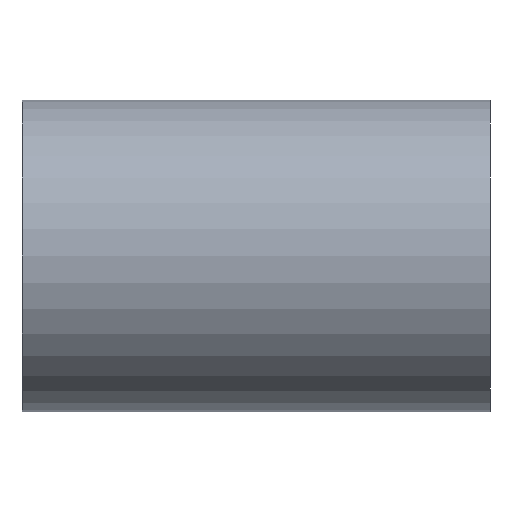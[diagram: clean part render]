
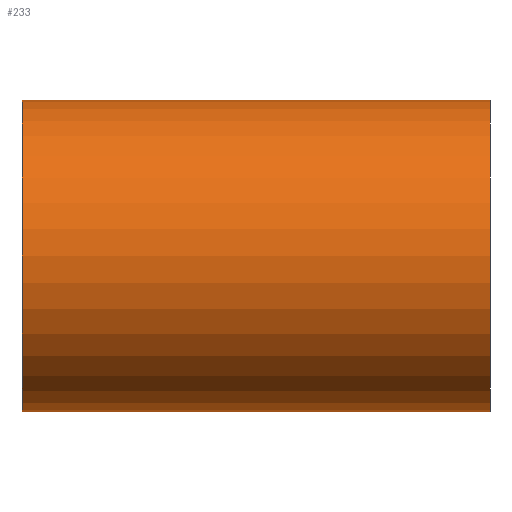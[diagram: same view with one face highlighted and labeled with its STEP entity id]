
A CAD part, front view. The second image highlights one B-rep face of the part: STEP entity #233.
In plain terms, the highlighted cylindrical face has radius 5 mm (diameter 10 mm), a partial arc.
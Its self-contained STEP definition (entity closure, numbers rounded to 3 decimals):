
#1 = EDGE_CURVE ( 'NONE', #90, #203, #72, .T. ) ;
#2 = CARTESIAN_POINT ( 'NONE',  ( -7.5, 0., 5. ) ) ;
#23 = CARTESIAN_POINT ( 'NONE',  ( 7.5, 0., 0. ) ) ;
#34 = CARTESIAN_POINT ( 'NONE',  ( -7.5, 0., 0. ) ) ;
#41 = DIRECTION ( 'NONE',  ( -1., 0., 0. ) ) ;
#43 = CARTESIAN_POINT ( 'NONE',  ( 0., 0., -5. ) ) ;
#50 = VERTEX_POINT ( 'NONE', #136 ) ;
#61 = LINE ( 'NONE', #43, #73 ) ;
#62 = CARTESIAN_POINT ( 'NONE',  ( 0., 0., 5. ) ) ;
#65 = LINE ( 'NONE', #62, #219 ) ;
#72 = CIRCLE ( 'NONE', #140, 5. ) ;
#73 = VECTOR ( 'NONE', #107, 1000. ) ;
#74 = DIRECTION ( 'NONE',  ( -1., 0., 0. ) ) ;
#80 = CARTESIAN_POINT ( 'NONE',  ( 0., 0., 0. ) ) ;
#83 = DIRECTION ( 'NONE',  ( 0., 0., 1. ) ) ;
#90 = VERTEX_POINT ( 'NONE', #101 ) ;
#94 = ORIENTED_EDGE ( 'NONE', *, *, #1, .F. ) ;
#101 = CARTESIAN_POINT ( 'NONE',  ( -7.5, 0., -5. ) ) ;
#107 = DIRECTION ( 'NONE',  ( -1., 0., 0. ) ) ;
#136 = CARTESIAN_POINT ( 'NONE',  ( 7.5, 0., 5. ) ) ;
#139 = ORIENTED_EDGE ( 'NONE', *, *, #183, .T. ) ;
#140 = AXIS2_PLACEMENT_3D ( 'NONE', #34, #74, #211 ) ;
#141 = CARTESIAN_POINT ( 'NONE',  ( 7.5, 0., -5. ) ) ;
#142 = FACE_OUTER_BOUND ( 'NONE', #195, .T. ) ;
#154 = ORIENTED_EDGE ( 'NONE', *, *, #207, .F. ) ;
#157 = EDGE_CURVE ( 'NONE', #189, #50, #171, .T. ) ;
#162 = DIRECTION ( 'NONE',  ( -1., 0., 0. ) ) ;
#163 = AXIS2_PLACEMENT_3D ( 'NONE', #80, #196, #83 ) ;
#171 = CIRCLE ( 'NONE', #205, 5. ) ;
#179 = CYLINDRICAL_SURFACE ( 'NONE', #163, 5. ) ;
#183 = EDGE_CURVE ( 'NONE', #50, #203, #65, .T. ) ;
#189 = VERTEX_POINT ( 'NONE', #141 ) ;
#195 = EDGE_LOOP ( 'NONE', ( #154, #224, #139, #94 ) ) ;
#196 = DIRECTION ( 'NONE',  ( -1., 0., 0. ) ) ;
#203 = VERTEX_POINT ( 'NONE', #2 ) ;
#205 = AXIS2_PLACEMENT_3D ( 'NONE', #23, #162, #230 ) ;
#207 = EDGE_CURVE ( 'NONE', #189, #90, #61, .T. ) ;
#211 = DIRECTION ( 'NONE',  ( 0., 0., 1. ) ) ;
#219 = VECTOR ( 'NONE', #41, 1000. ) ;
#224 = ORIENTED_EDGE ( 'NONE', *, *, #157, .T. ) ;
#230 = DIRECTION ( 'NONE',  ( 0., 0., 1. ) ) ;
#233 = ADVANCED_FACE ( 'NONE', ( #142 ), #179, .T. ) ;
